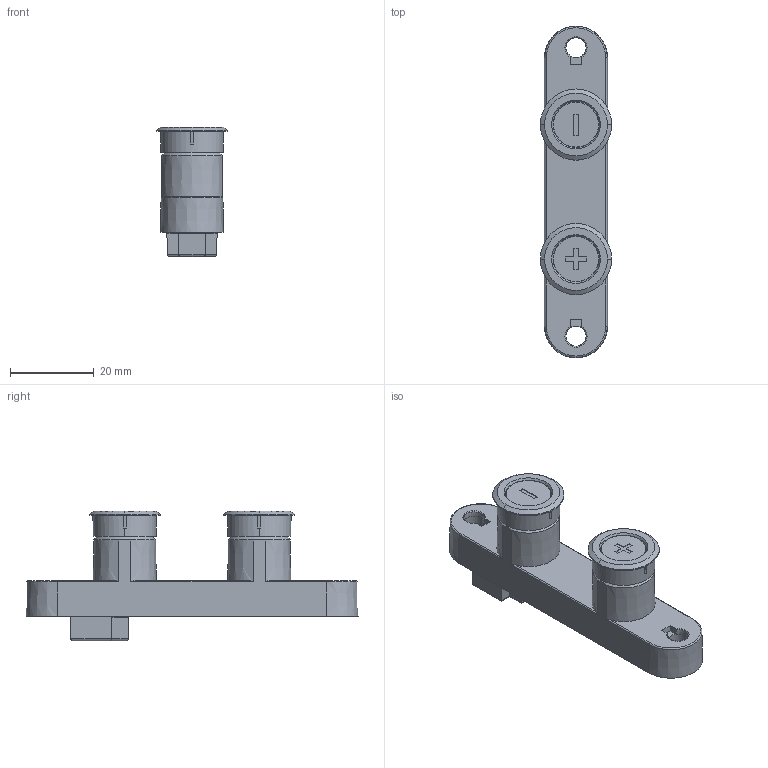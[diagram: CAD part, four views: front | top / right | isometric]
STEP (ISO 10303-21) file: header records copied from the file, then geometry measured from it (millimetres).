
FILE_DESCRIPTION((''),'2;1');
FILE_NAME('M9-ZUHE_ASM','2019-05-05T11:04:34',('Administrator'),(''),'CREO PARAMETRIC BY PTC INC, 2018100','CREO PARAMETRIC BY PTC INC, 2018100','');
FILE_SCHEMA(('CONFIG_CONTROL_DESIGN'));
Length unit declared in the file: millimetre
Products named in the file (7): M9-MJ-KT_3; M9-MJ-GB_2; M9-MCJ_2; M9-PCB-ZUHE_ASM_2_ASM; ZHAOZI_15; M9-MJ-ZUHE_ASM_5_ASM; M9-ZUHE_ASM
Assembly tree (7 placements, depth 4):
  M9-ZUHE_ASM
    M9-MJ-ZUHE_ASM_5_ASM
      M9-MJ-KT_3
      M9-MJ-GB_2
      M9-PCB-ZUHE_ASM_2_ASM
        M9-MCJ_2
      ZHAOZI_15  x2
Bounding box: 17 x 79.27 x 30.9 mm (x, y, z)
Volume: 12784.3 mm3; surface area: 12345.8 mm2
Topology: 5 solids, 7 shells, 384 faces, 1052 edges, 708 vertices
Faces by surface type: plane 274, cone 52, cylinder 46, torus 12
Entity records: 11515 total; most frequent: CARTESIAN_POINT 2367, ORIENTED_EDGE 1900, DIRECTION 1820, EDGE_CURVE 950, VECTOR 704, LINE 704, VERTEX_POINT 636, AXIS2_PLACEMENT_3D 558
